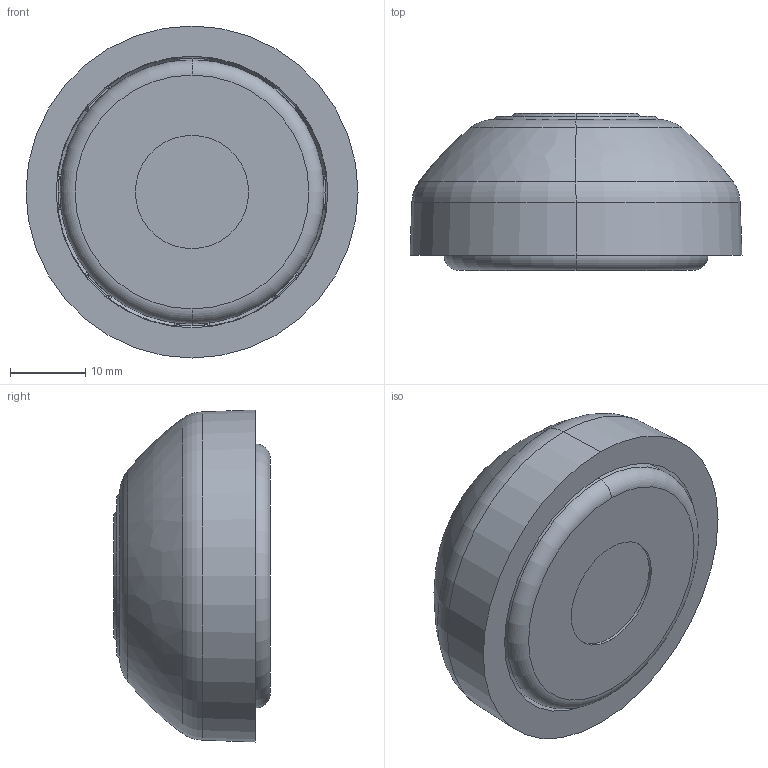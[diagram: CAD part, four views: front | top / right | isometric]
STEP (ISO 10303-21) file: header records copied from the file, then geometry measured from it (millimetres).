
FILE_DESCRIPTION((''),'2;1');
FILE_NAME('12153_PODSTAVEK_45_NOGE','2022-09-19T08:18:31',('PredragRovcanin'),('Audax d.o.o.'),'CREO PARAMETRIC BY PTC INC, 2020281','CREO PARAMETRIC BY PTC INC, 2020281','');
FILE_SCHEMA(('AP242_MANAGED_MODEL_BASED_3D_ENGINEERING_MIM_LF { 1 0 10303 442 1 1 4 }'));
Length unit declared in the file: millimetre
Products named in the file (1): 12153_PODSTAVEK_45_NOGE
Bounding box: 44 x 20.8 x 44 mm (x, y, z)
Volume: 20408.2 mm3; surface area: 8973.7 mm2
Topology: 1 solids, 1 shells, 347 faces, 878 edges, 498 vertices
Faces by surface type: cylinder 72, torus 64, sphere 61, plane 56, bspline 52, cone 28, extrusion 14
Entity records: 16986 total; most frequent: CARTESIAN_POINT 6176, ORIENTED_EDGE 1700, DIRECTION 1596, PRESENTATION_STYLE_ASSIGNMENT 853, STYLED_ITEM 853, CURVE_STYLE 852, EDGE_CURVE 850, AXIS2_PLACEMENT_3D 689
